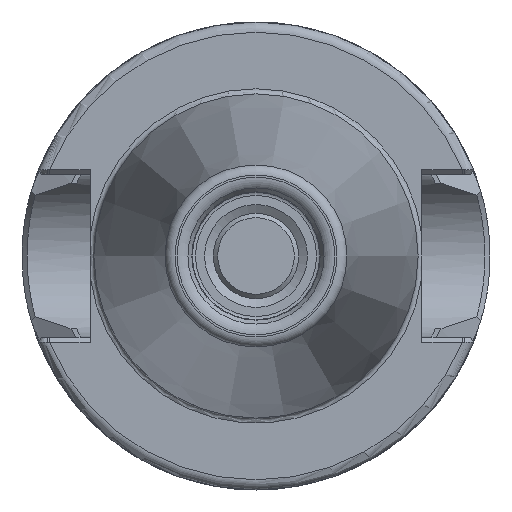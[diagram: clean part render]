
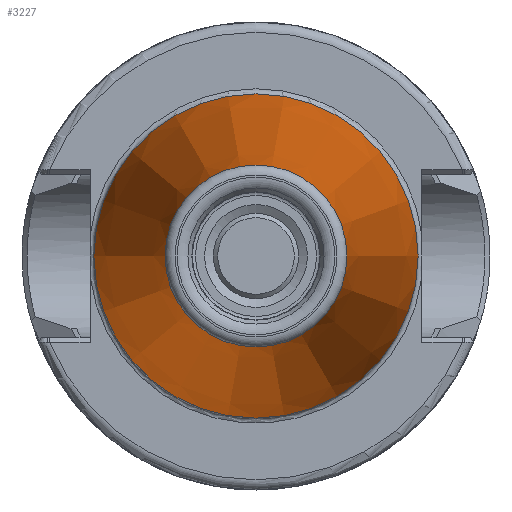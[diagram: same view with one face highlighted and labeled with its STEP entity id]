
A CAD part, left-side view. The second image highlights one B-rep face of the part: STEP entity #3227.
In plain terms, the highlighted conical face has half-angle 8.297 degrees and reference radius 12.437 mm.
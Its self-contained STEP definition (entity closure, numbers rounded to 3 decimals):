
#93=CONICAL_SURFACE('',#3545,12.437,0.145);
#232=CIRCLE('',#3541,8.941);
#233=CIRCLE('',#3542,8.941);
#234=CIRCLE('',#3543,8.941);
#236=CIRCLE('',#3546,15.933);
#237=CIRCLE('',#3547,15.933);
#375=FACE_OUTER_BOUND('',#576,.T.);
#576=EDGE_LOOP('',(#2550,#2551,#2552,#2553,#2554,#2555,#2556));
#793=LINE('',#5820,#1058);
#1058=VECTOR('',#4186,12.437);
#1444=VERTEX_POINT('',#5808);
#1445=VERTEX_POINT('',#5809);
#1446=VERTEX_POINT('',#5811);
#1447=VERTEX_POINT('',#5816);
#1448=VERTEX_POINT('',#5817);
#1834=EDGE_CURVE('',#1444,#1445,#232,.T.);
#1835=EDGE_CURVE('',#1446,#1444,#233,.T.);
#1836=EDGE_CURVE('',#1445,#1446,#234,.T.);
#1838=EDGE_CURVE('',#1447,#1448,#236,.T.);
#1839=EDGE_CURVE('',#1448,#1447,#237,.T.);
#1840=EDGE_CURVE('',#1448,#1446,#793,.T.);
#2550=ORIENTED_EDGE('',*,*,#1838,.F.);
#2551=ORIENTED_EDGE('',*,*,#1839,.F.);
#2552=ORIENTED_EDGE('',*,*,#1840,.T.);
#2553=ORIENTED_EDGE('',*,*,#1835,.T.);
#2554=ORIENTED_EDGE('',*,*,#1834,.T.);
#2555=ORIENTED_EDGE('',*,*,#1836,.T.);
#2556=ORIENTED_EDGE('',*,*,#1840,.F.);
#3227=ADVANCED_FACE('',(#375),#93,.T.);
#3541=AXIS2_PLACEMENT_3D('',#5810,#4172,#4173);
#3542=AXIS2_PLACEMENT_3D('',#5812,#4174,#4175);
#3543=AXIS2_PLACEMENT_3D('',#5813,#4176,#4177);
#3545=AXIS2_PLACEMENT_3D('',#5815,#4180,#4181);
#3546=AXIS2_PLACEMENT_3D('',#5818,#4182,#4183);
#3547=AXIS2_PLACEMENT_3D('',#5819,#4184,#4185);
#4172=DIRECTION('center_axis',(1.,0.,0.));
#4173=DIRECTION('ref_axis',(0.,0.,-1.));
#4174=DIRECTION('center_axis',(1.,0.,0.));
#4175=DIRECTION('ref_axis',(0.,0.,-1.));
#4176=DIRECTION('center_axis',(1.,0.,0.));
#4177=DIRECTION('ref_axis',(0.,0.,-1.));
#4180=DIRECTION('center_axis',(1.,0.,0.));
#4181=DIRECTION('ref_axis',(0.,1.,0.));
#4182=DIRECTION('center_axis',(1.,0.,0.));
#4183=DIRECTION('ref_axis',(0.,0.,-1.));
#4184=DIRECTION('center_axis',(1.,0.,0.));
#4185=DIRECTION('ref_axis',(0.,0.,-1.));
#4186=DIRECTION('',(-0.99,0.144,0.));
#5808=CARTESIAN_POINT('',(-47.944,8.941,0.));
#5809=CARTESIAN_POINT('',(-47.944,0.,8.941));
#5810=CARTESIAN_POINT('Origin',(-47.944,0.,
0.));
#5811=CARTESIAN_POINT('',(-47.944,-8.941,0.));
#5812=CARTESIAN_POINT('Origin',(-47.944,0.,
0.));
#5813=CARTESIAN_POINT('Origin',(-47.944,0.,
0.));
#5815=CARTESIAN_POINT('Origin',(-23.972,0.,
0.));
#5816=CARTESIAN_POINT('',(0.,15.933,0.));
#5817=CARTESIAN_POINT('',(0.,-15.933,0.));
#5818=CARTESIAN_POINT('Origin',(0.,0.,
0.));
#5819=CARTESIAN_POINT('Origin',(0.,0.,
0.));
#5820=CARTESIAN_POINT('',(-23.972,-12.437,0.));
